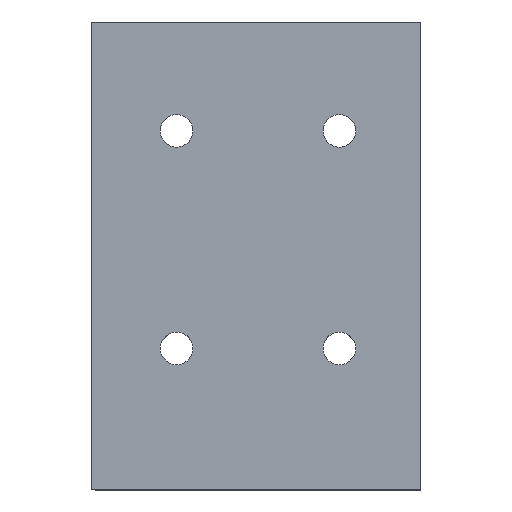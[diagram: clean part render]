
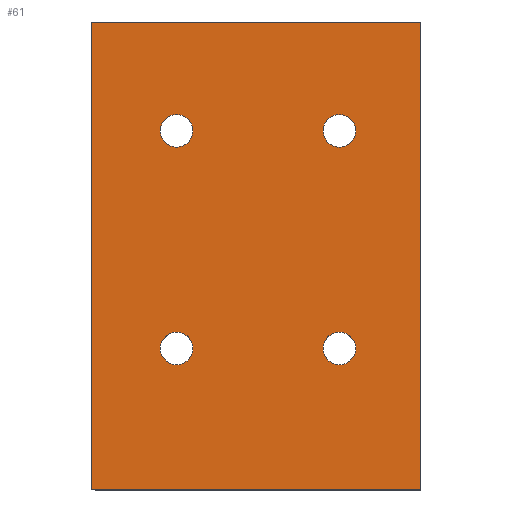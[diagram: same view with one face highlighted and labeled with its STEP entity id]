
A CAD part, top view. The second image highlights one B-rep face of the part: STEP entity #61.
In plain terms, the highlighted planar face has unit normal (0, 0, 1).
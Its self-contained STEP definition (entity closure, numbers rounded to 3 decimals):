
#61=ADVANCED_FACE('',(#127,#129,#131,#133,#135),#137,.F.);
#127=FACE_BOUND('',#128,.T.);
#128=EDGE_LOOP('',(#181,#182,#183,#184));
#129=FACE_BOUND('',#130,.T.);
#130=EDGE_LOOP('',(#185));
#131=FACE_BOUND('',#132,.T.);
#132=EDGE_LOOP('',(#186));
#133=FACE_BOUND('',#134,.T.);
#134=EDGE_LOOP('',(#187));
#135=FACE_BOUND('',#136,.T.);
#136=EDGE_LOOP('',(#188));
#137=PLANE('',#138);
#138=AXIS2_PLACEMENT_3D('',#139,#140,#141);
#139=CARTESIAN_POINT('',(-33.349,31.5,43.5));
#140=DIRECTION('',(0.,0.,-1.));
#141=DIRECTION('',(1.,0.,0.));
#181=ORIENTED_EDGE('',*,*,#215,.F.);
#182=ORIENTED_EDGE('',*,*,#212,.F.);
#183=ORIENTED_EDGE('',*,*,#205,.F.);
#184=ORIENTED_EDGE('',*,*,#209,.F.);
#185=ORIENTED_EDGE('',*,*,#203,.F.);
#186=ORIENTED_EDGE('',*,*,#201,.F.);
#187=ORIENTED_EDGE('',*,*,#199,.F.);
#188=ORIENTED_EDGE('',*,*,#197,.F.);
#197=EDGE_CURVE('',#217,#217,#218,.F.);
#199=EDGE_CURVE('',#221,#221,#222,.F.);
#201=EDGE_CURVE('',#225,#225,#226,.F.);
#203=EDGE_CURVE('',#229,#229,#230,.F.);
#205=EDGE_CURVE('',#233,#234,#235,.F.);
#209=EDGE_CURVE('',#241,#233,#242,.F.);
#212=EDGE_CURVE('',#234,#246,#247,.F.);
#215=EDGE_CURVE('',#246,#241,#251,.F.);
#217=VERTEX_POINT('',#253);
#218=CIRCLE('',#254,1.5);
#221=VERTEX_POINT('',#263);
#222=CIRCLE('',#264,1.5);
#225=VERTEX_POINT('',#273);
#226=CIRCLE('',#274,1.5);
#229=VERTEX_POINT('',#283);
#230=CIRCLE('',#284,1.5);
#233=VERTEX_POINT('',#293);
#234=VERTEX_POINT('',#294);
#235=LINE('',#295,#296);
#241=VERTEX_POINT('',#309);
#242=LINE('',#310,#311);
#246=VERTEX_POINT('',#320);
#247=LINE('',#321,#322);
#251=LINE('',#331,#332);
#253=CARTESIAN_POINT('',(-33.349,11.5,43.5));
#254=AXIS2_PLACEMENT_3D('',#255,#256,#257);
#255=CARTESIAN_POINT('',(-33.349,10.,43.5));
#256=DIRECTION('',(0.,0.,-1.));
#257=DIRECTION('',(0.,1.,0.));
#263=CARTESIAN_POINT('',(-48.311,11.5,43.5));
#264=AXIS2_PLACEMENT_3D('',#265,#266,#267);
#265=CARTESIAN_POINT('',(-48.311,10.,43.5));
#266=DIRECTION('',(0.,0.,-1.));
#267=DIRECTION('',(0.,1.,0.));
#273=CARTESIAN_POINT('',(-48.311,31.5,43.5));
#274=AXIS2_PLACEMENT_3D('',#275,#276,#277);
#275=CARTESIAN_POINT('',(-48.311,30.,43.5));
#276=DIRECTION('',(0.,0.,-1.));
#277=DIRECTION('',(0.,1.,0.));
#283=CARTESIAN_POINT('',(-33.349,31.5,43.5));
#284=AXIS2_PLACEMENT_3D('',#285,#286,#287);
#285=CARTESIAN_POINT('',(-33.349,30.,43.5));
#286=DIRECTION('',(0.,0.,-1.));
#287=DIRECTION('',(0.,1.,0.));
#293=CARTESIAN_POINT('',(-56.156,40.,43.5));
#294=CARTESIAN_POINT('',(-25.868,40.,43.5));
#295=CARTESIAN_POINT('',(-25.868,40.,43.5));
#296=VECTOR('',#297,1.);
#297=DIRECTION('',(-1.,0.,0.));
#309=CARTESIAN_POINT('',(-56.156,-3.,43.5));
#310=CARTESIAN_POINT('',(-56.156,40.,43.5));
#311=VECTOR('',#312,1.);
#312=DIRECTION('',(0.,-1.,0.));
#320=CARTESIAN_POINT('',(-25.868,-3.,43.5));
#321=CARTESIAN_POINT('',(-25.868,-3.,43.5));
#322=VECTOR('',#323,1.);
#323=DIRECTION('',(0.,1.,0.));
#331=CARTESIAN_POINT('',(-56.156,-3.,43.5));
#332=VECTOR('',#333,1.);
#333=DIRECTION('',(1.,0.,0.));
